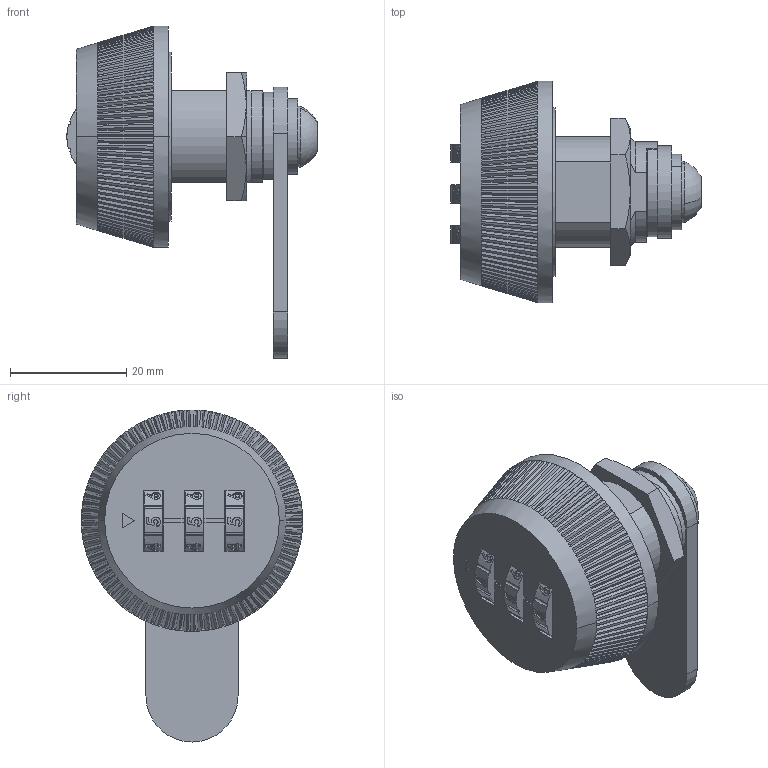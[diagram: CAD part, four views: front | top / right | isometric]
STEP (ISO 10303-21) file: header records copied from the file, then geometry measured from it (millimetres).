
FILE_DESCRIPTION (( 'STEP AP214' ), '1' );
FILE_NAME ('CC-7850-1.STEP', '2018-07-25T19:45:30', ( '' ), ( '' ), 'SwSTEP 2.0', 'SolidWorks 2018', '' );
FILE_SCHEMA (( 'AUTOMOTIVE_DESIGN' ));
Length unit declared in the file: inch
Products named in the file (10): flat washer narrow_am_B18.22M - Plain washer, 6 mm, narrow; Cylinder-1.1; Needle-1; socket button head cap screw_am_B18.3.4M - 6 x 1.0 x 6 SBHCS --N; Cam-1.1; Nut-1.1; CC-7850-1; Cam-Plate-1.1; Rear-1.1; Bolt-1.1
Assembly tree (11 placements, depth 2):
  CC-7850-1
    Cylinder-1.1
    Needle-1  x3
    Rear-1.1
    Cam-1.1
    Bolt-1.1
    Cam-Plate-1.1
    Nut-1.1
    flat washer narrow_am_B18.22M - Plain washer, 6 mm, narrow
    socket button head cap screw_am_B18.3.4M - 6 x 1.0 x 6 SBHCS --N
Bounding box: 42.97 x 38 x 57 mm (x, y, z)
Volume: 22806.4 mm3; surface area: 11833.4 mm2
Topology: 12 solids, 12 shells, 1037 faces, 2871 edges, 1906 vertices
Faces by surface type: plane 581, bspline 258, cylinder 182, cone 12, torus 2, sphere 2
Entity records: 31748 total; most frequent: CARTESIAN_POINT 14568, ORIENTED_EDGE 3938, DIRECTION 2883, EDGE_CURVE 1969, VERTEX_POINT 1306, AXIS2_PLACEMENT_3D 1045, VECTOR 793, LINE 793
